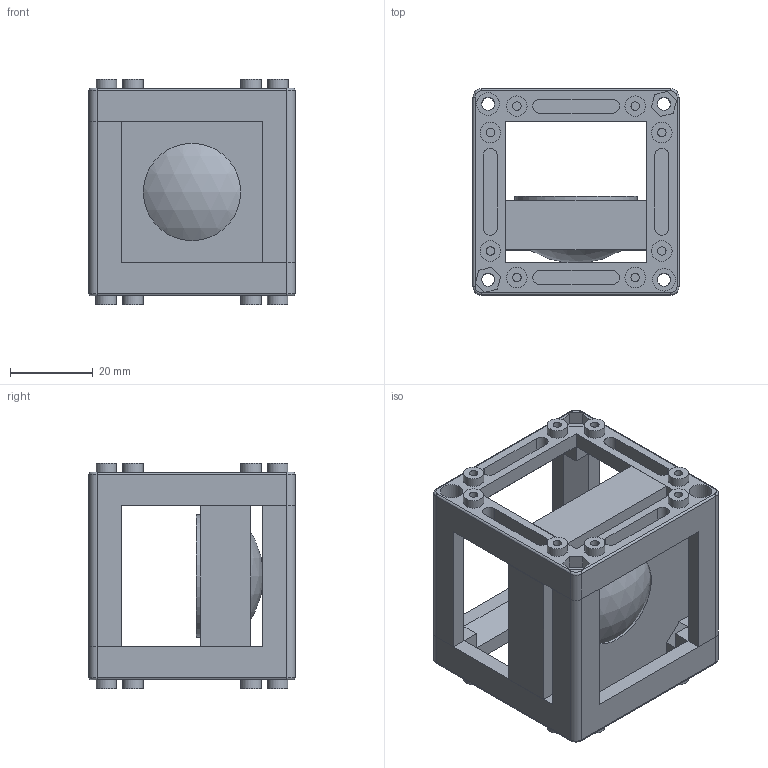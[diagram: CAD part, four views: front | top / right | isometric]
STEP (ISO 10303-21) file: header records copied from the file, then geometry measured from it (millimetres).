
FILE_DESCRIPTION(/* description */ (''),/* implementation_level */ '2;1');
FILE_NAME(/* name */ 'Assembly_Cube_Lens_holder_Thorlabs_AC254_v3.iam.step',/* time_stamp */ '2022-11-29T09:07:12+01:00',/* author */ ('marsikovabarbora'),/* organization */ (''),/* preprocessor_version */ 'ST-DEVELOPER v18.1',/* originating_system */ 'Autodesk Inventor 2022',/* authorisation */ '');
FILE_SCHEMA (('AUTOMOTIVE_DESIGN { 1 0 10303 214 3 1 1 }'));
Length unit declared in the file: millimetre
Products named in the file (6): Assembly_Cube_Lens_holder_Thorlabs_AC254_v3; Assembly_Cube_empty_IM_v3; 10_Cube_1x1_IM; 20_Lens_holder_DIA_50mm; 20_Lens_holder_156mm_clamp; 00_AC254-030-A-Step
Assembly tree (6 placements, depth 3):
  Assembly_Cube_Lens_holder_Thorlabs_AC254_v3
    Assembly_Cube_empty_IM_v3
      10_Cube_1x1_IM  x2
    20_Lens_holder_DIA_50mm
    20_Lens_holder_156mm_clamp
    00_AC254-030-A-Step
Bounding box: 50.2 x 49.8 x 54.5 mm (x, y, z)
Volume: 49817.7 mm3; surface area: 30011.3 mm2
Topology: 6 solids, 6 shells, 346 faces, 819 edges, 540 vertices
Faces by surface type: plane 207, cylinder 122, torus 8, cone 5, sphere 4
Full cylindrical faces by diameter (mm): 2.05 x16, 3.1 x8, 4.95 x16, 5.5 x4, 23.5 x1, 23.879 x1, 25.4 x2, 25.5 x1, 29.6 x1
Entity records: 5744 total; most frequent: DIRECTION 997, CARTESIAN_POINT 949, ORIENTED_EDGE 898, EDGE_CURVE 449, AXIS2_PLACEMENT_3D 344, LINE 309, VECTOR 309, VERTEX_POINT 296
